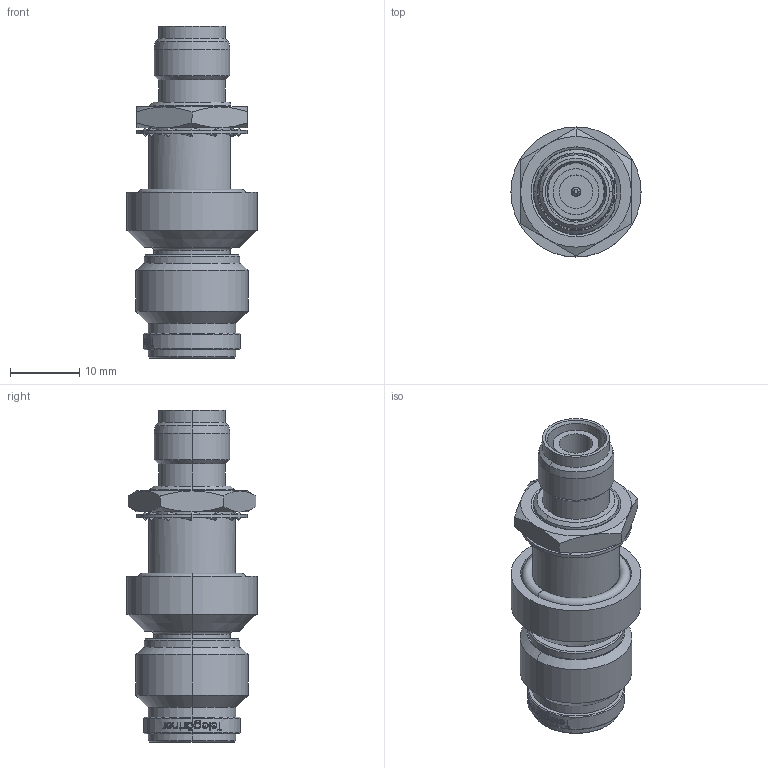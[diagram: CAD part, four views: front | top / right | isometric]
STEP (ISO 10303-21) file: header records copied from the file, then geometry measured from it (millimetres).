
FILE_DESCRIPTION (( 'STEP AP214' ), '1' );
FILE_NAME ('J01017R0000.STEP', '2013-06-12T14:06:21', ( 'Wartung1' ), ( '' ), 'SwSTEP 2.0', 'SolidWorks 2013', '' );
FILE_SCHEMA (( 'AUTOMOTIVE_DESIGN' ));
Length unit declared in the file: millimetre
Products named in the file (1): J01017R0000
Bounding box: 18.8 x 18.8 x 48 mm (x, y, z)
Volume: 6899.9 mm3; surface area: 4385.1 mm2
Topology: 3 solids, 3 shells, 440 faces, 1107 edges, 713 vertices
Faces by surface type: plane 145, bspline 119, cylinder 96, cone 70, torus 10
Entity records: 24072 total; most frequent: CARTESIAN_POINT 9615, ORIENTED_EDGE 2214, DIRECTION 1610, EDGE_CURVE 1107, VERTEX_POINT 713, AXIS2_PLACEMENT_3D 590, EDGE_LOOP 486, UNCERTAINTY_MEASURE_WITH_UNIT 441
